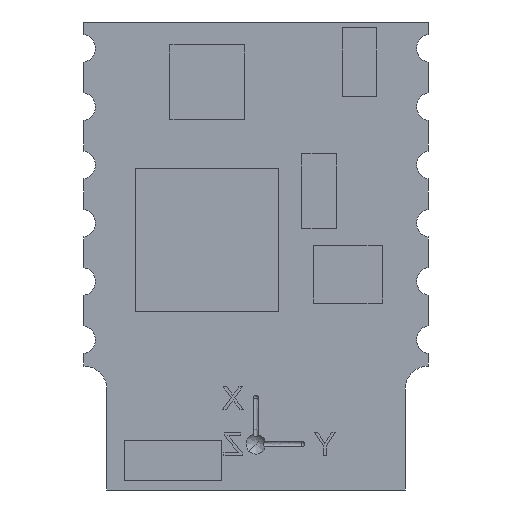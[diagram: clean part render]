
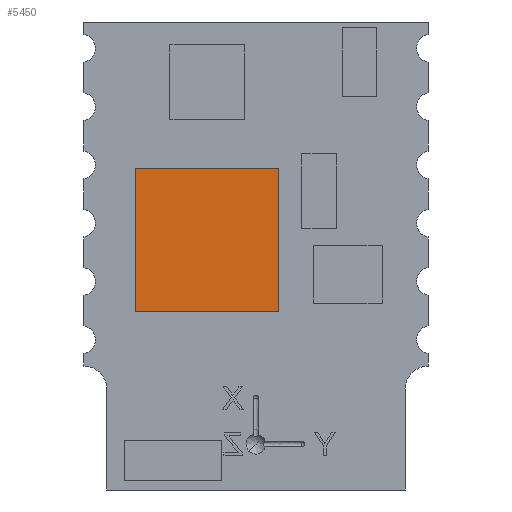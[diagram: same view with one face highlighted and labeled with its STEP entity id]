
A CAD part, front view. The second image highlights one B-rep face of the part: STEP entity #5450.
In plain terms, the highlighted planar face has unit normal (0, -1, 0).
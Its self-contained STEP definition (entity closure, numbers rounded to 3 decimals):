
#58 = CARTESIAN_POINT ( 'NONE',  ( 1., -11.5, 14.525 ) ) ;
#90 = CARTESIAN_POINT ( 'NONE',  ( 1., -11.5, 14.525 ) ) ;
#91 = VERTEX_POINT ( 'NONE', #4528 ) ;
#945 = EDGE_LOOP ( 'NONE', ( #2515, #1731, #3624, #2156 ) ) ;
#1022 = CARTESIAN_POINT ( 'NONE',  ( -5.25, -11.5, 14.525 ) ) ;
#1197 = LINE ( 'NONE', #58, #4228 ) ;
#1213 = DIRECTION ( 'NONE',  ( -1., 0., 0. ) ) ;
#1731 = ORIENTED_EDGE ( 'NONE', *, *, #5744, .T. ) ;
#1760 = VECTOR ( 'NONE', #5735, 1000. ) ;
#1891 = EDGE_CURVE ( 'NONE', #91, #2431, #3686, .T. ) ;
#2002 = CARTESIAN_POINT ( 'NONE',  ( 1., -11.5, 20.775 ) ) ;
#2156 = ORIENTED_EDGE ( 'NONE', *, *, #5811, .T. ) ;
#2203 = AXIS2_PLACEMENT_3D ( 'NONE', #5393, #3107, #1213 ) ;
#2300 = VERTEX_POINT ( 'NONE', #90 ) ;
#2431 = VERTEX_POINT ( 'NONE', #4909 ) ;
#2515 = ORIENTED_EDGE ( 'NONE', *, *, #1891, .T. ) ;
#2638 = LINE ( 'NONE', #2002, #3493 ) ;
#2935 = CARTESIAN_POINT ( 'NONE',  ( 1., -11.5, 20.775 ) ) ;
#3107 = DIRECTION ( 'NONE',  ( 0., -1., 0. ) ) ;
#3286 = CARTESIAN_POINT ( 'NONE',  ( -5.25, -11.5, 20.775 ) ) ;
#3493 = VECTOR ( 'NONE', #5201, 1000. ) ;
#3559 = LINE ( 'NONE', #3286, #4153 ) ;
#3624 = ORIENTED_EDGE ( 'NONE', *, *, #5194, .T. ) ;
#3686 = LINE ( 'NONE', #2935, #1760 ) ;
#3822 = DIRECTION ( 'NONE',  ( 0., 0., -1. ) ) ;
#4153 = VECTOR ( 'NONE', #3822, 1000. ) ;
#4228 = VECTOR ( 'NONE', #4757, 1000. ) ;
#4364 = FACE_OUTER_BOUND ( 'NONE', #945, .T. ) ;
#4528 = CARTESIAN_POINT ( 'NONE',  ( 1., -11.5, 20.775 ) ) ;
#4757 = DIRECTION ( 'NONE',  ( 1., 0., 0. ) ) ;
#4909 = CARTESIAN_POINT ( 'NONE',  ( -5.25, -11.5, 20.775 ) ) ;
#5099 = VERTEX_POINT ( 'NONE', #1022 ) ;
#5194 = EDGE_CURVE ( 'NONE', #5099, #2300, #1197, .T. ) ;
#5201 = DIRECTION ( 'NONE',  ( 0., 0., 1. ) ) ;
#5341 = PLANE ( 'NONE',  #2203 ) ;
#5393 = CARTESIAN_POINT ( 'NONE',  ( 1., -11.5, 20.775 ) ) ;
#5450 = ADVANCED_FACE ( 'NONE', ( #4364 ), #5341, .T. ) ;
#5735 = DIRECTION ( 'NONE',  ( -1., 0., 0. ) ) ;
#5744 = EDGE_CURVE ( 'NONE', #2431, #5099, #3559, .T. ) ;
#5811 = EDGE_CURVE ( 'NONE', #2300, #91, #2638, .T. ) ;
